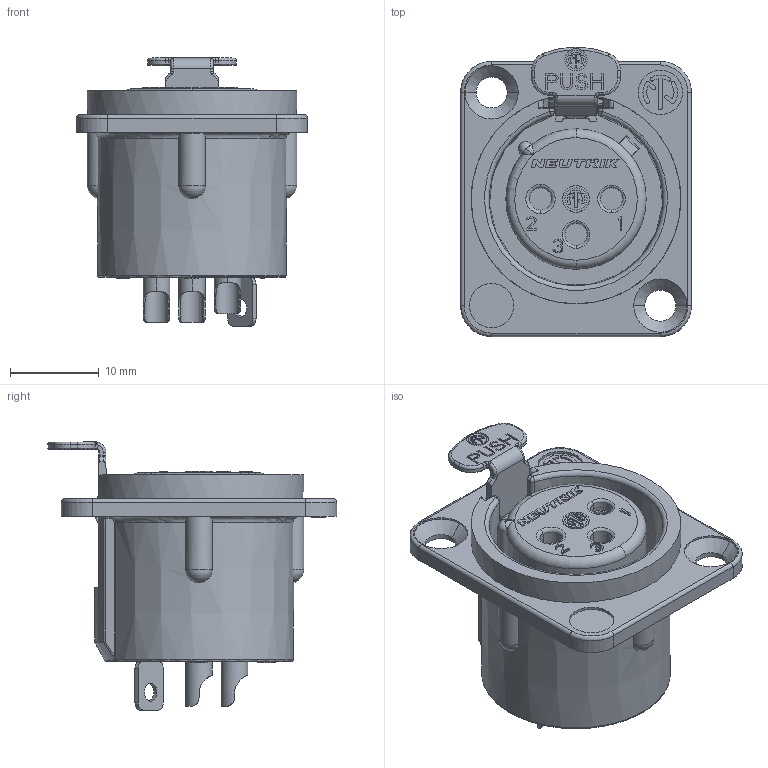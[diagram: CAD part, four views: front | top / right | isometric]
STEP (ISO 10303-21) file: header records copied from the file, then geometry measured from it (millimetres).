
FILE_DESCRIPTION((''),'2;1');
FILE_NAME('30011286','2024-02-13T07:06:40',('SYSTEM'),(''),'CREO PARAMETRIC BY PTC INC, 2021184','CREO PARAMETRIC BY PTC INC, 2021184','');
FILE_SCHEMA(('CONFIG_CONTROL_DESIGN'));
Length unit declared in the file: millimetre
Products named in the file (1): 30011286
Bounding box: 26 x 32.57 x 30.18 mm (x, y, z)
Volume: 7394.6 mm3; surface area: 5194.7 mm2
Topology: 1 solids, 1 shells, 1176 faces, 3181 edges, 2077 vertices
Faces by surface type: plane 873, cylinder 178, torus 57, bspline 38, cone 21, sphere 6, extrusion 3
Entity records: 38338 total; most frequent: CARTESIAN_POINT 8692, ORIENTED_EDGE 6366, DIRECTION 5785, EDGE_CURVE 3183, VECTOR 2533, LINE 2530, VERTEX_POINT 2077, AXIS2_PLACEMENT_3D 1626
